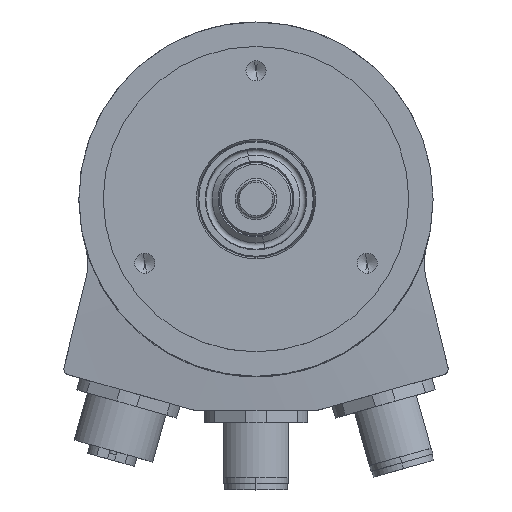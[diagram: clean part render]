
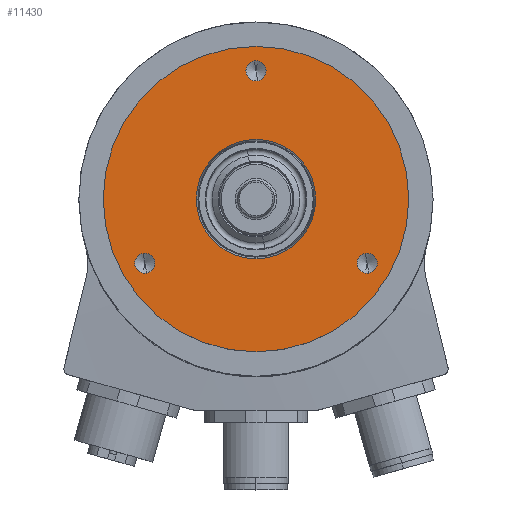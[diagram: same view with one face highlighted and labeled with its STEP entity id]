
A CAD part, top view. The second image highlights one B-rep face of the part: STEP entity #11430.
In plain terms, the highlighted planar face has unit normal (0, 0, 1).
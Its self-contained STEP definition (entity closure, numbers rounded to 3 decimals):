
#1418=CARTESIAN_POINT('',(0.,0.,30.5));
#1419=DIRECTION('',(0.,0.,1.));
#1420=DIRECTION('',(-0.985,-0.174,0.));
#1421=AXIS2_PLACEMENT_3D('',#1418,#1419,#1420);
#1423=CARTESIAN_POINT('',(0.,0.,30.5));
#1424=DIRECTION('',(0.,0.,1.));
#1425=DIRECTION('',(0.985,0.174,0.));
#1426=AXIS2_PLACEMENT_3D('',#1423,#1424,#1425);
#1428=CARTESIAN_POINT('',(0.,0.,30.5));
#1429=DIRECTION('',(0.,0.,-1.));
#1430=DIRECTION('',(0.174,-0.985,0.));
#1431=AXIS2_PLACEMENT_3D('',#1428,#1429,#1430);
#1433=CARTESIAN_POINT('',(0.,0.,30.5));
#1434=DIRECTION('',(0.,0.,-1.));
#1435=DIRECTION('',(-0.174,0.985,0.));
#1436=AXIS2_PLACEMENT_3D('',#1433,#1434,#1435);
#1438=CARTESIAN_POINT('',(0.,21.,30.5));
#1439=DIRECTION('',(0.,0.,1.));
#1440=DIRECTION('',(0.174,-0.985,0.));
#1441=AXIS2_PLACEMENT_3D('',#1438,#1439,#1440);
#1443=CARTESIAN_POINT('',(0.,21.,30.5));
#1444=DIRECTION('',(0.,0.,1.));
#1445=DIRECTION('',(-0.174,0.985,0.));
#1446=AXIS2_PLACEMENT_3D('',#1443,#1444,#1445);
#1448=CARTESIAN_POINT('',(18.187,-10.5,30.5));
#1449=DIRECTION('',(0.,0.,1.));
#1450=DIRECTION('',(0.174,-0.985,0.));
#1451=AXIS2_PLACEMENT_3D('',#1448,#1449,#1450);
#1453=CARTESIAN_POINT('',(18.187,-10.5,30.5));
#1454=DIRECTION('',(0.,0.,1.));
#1455=DIRECTION('',(-0.174,0.985,0.));
#1456=AXIS2_PLACEMENT_3D('',#1453,#1454,#1455);
#1458=CARTESIAN_POINT('',(-18.187,-10.5,30.5));
#1459=DIRECTION('',(0.,0.,1.));
#1460=DIRECTION('',(0.174,-0.985,0.));
#1461=AXIS2_PLACEMENT_3D('',#1458,#1459,#1460);
#1463=CARTESIAN_POINT('',(-18.187,-10.5,30.5));
#1464=DIRECTION('',(0.,0.,1.));
#1465=DIRECTION('',(-0.174,0.985,0.));
#1466=AXIS2_PLACEMENT_3D('',#1463,#1464,#1465);
#7679=CARTESIAN_POINT('',(1.696,-9.62,30.5));
#7680=CARTESIAN_POINT('',(-1.696,9.62,30.5));
#7681=VERTEX_POINT('',#7679);
#7682=VERTEX_POINT('',#7680);
#7687=CARTESIAN_POINT('',(-24.62,-4.341,30.5));
#7688=CARTESIAN_POINT('',(24.62,4.341,30.5));
#7689=VERTEX_POINT('',#7687);
#7690=VERTEX_POINT('',#7688);
#7729=CARTESIAN_POINT('',(0.287,19.375,30.5));
#7730=CARTESIAN_POINT('',(-0.287,22.625,30.5));
#7731=VERTEX_POINT('',#7729);
#7732=VERTEX_POINT('',#7730);
#7739=CARTESIAN_POINT('',(18.473,-12.125,30.5));
#7740=CARTESIAN_POINT('',(17.9,-8.875,30.5));
#7741=VERTEX_POINT('',#7739);
#7742=VERTEX_POINT('',#7740);
#7749=CARTESIAN_POINT('',(-17.9,-12.125,30.5));
#7750=CARTESIAN_POINT('',(-18.473,-8.875,30.5));
#7751=VERTEX_POINT('',#7749);
#7752=VERTEX_POINT('',#7750);
#11396=CARTESIAN_POINT('',(0.,0.,30.5));
#11397=DIRECTION('',(0.,0.,1.));
#11398=DIRECTION('',(-0.985,-0.174,0.));
#11399=AXIS2_PLACEMENT_3D('',#11396,#11397,#11398);
#11400=PLANE('',#11399);
#11401=ORIENTED_EDGE('',*,*,#11386,.F.);
#11403=ORIENTED_EDGE('',*,*,#11402,.F.);
#11404=EDGE_LOOP('',(#11401,#11403));
#11405=FACE_OUTER_BOUND('',#11404,.F.);
#11407=ORIENTED_EDGE('',*,*,#11406,.F.);
#11409=ORIENTED_EDGE('',*,*,#11408,.F.);
#11410=EDGE_LOOP('',(#11407,#11409));
#11411=FACE_BOUND('',#11410,.F.);
#11413=ORIENTED_EDGE('',*,*,#11412,.T.);
#11415=ORIENTED_EDGE('',*,*,#11414,.T.);
#11416=EDGE_LOOP('',(#11413,#11415));
#11417=FACE_BOUND('',#11416,.F.);
#11419=ORIENTED_EDGE('',*,*,#11418,.T.);
#11421=ORIENTED_EDGE('',*,*,#11420,.T.);
#11422=EDGE_LOOP('',(#11419,#11421));
#11423=FACE_BOUND('',#11422,.F.);
#11425=ORIENTED_EDGE('',*,*,#11424,.T.);
#11427=ORIENTED_EDGE('',*,*,#11426,.T.);
#11428=EDGE_LOOP('',(#11425,#11427));
#11429=FACE_BOUND('',#11428,.F.);
#1422=CIRCLE('',#1421,25.);
#1427=CIRCLE('',#1426,25.);
#1432=CIRCLE('',#1431,9.768);
#1437=CIRCLE('',#1436,9.768);
#1442=CIRCLE('',#1441,1.65);
#1447=CIRCLE('',#1446,1.65);
#1452=CIRCLE('',#1451,1.65);
#1457=CIRCLE('',#1456,1.65);
#1462=CIRCLE('',#1461,1.65);
#1467=CIRCLE('',#1466,1.65);
#11386=EDGE_CURVE('',#7689,#7690,#1422,.T.);
#11402=EDGE_CURVE('',#7690,#7689,#1427,.T.);
#11406=EDGE_CURVE('',#7681,#7682,#1432,.T.);
#11408=EDGE_CURVE('',#7682,#7681,#1437,.T.);
#11412=EDGE_CURVE('',#7731,#7732,#1442,.T.);
#11414=EDGE_CURVE('',#7732,#7731,#1447,.T.);
#11418=EDGE_CURVE('',#7741,#7742,#1452,.T.);
#11420=EDGE_CURVE('',#7742,#7741,#1457,.T.);
#11424=EDGE_CURVE('',#7751,#7752,#1462,.T.);
#11426=EDGE_CURVE('',#7752,#7751,#1467,.T.);
#11430=ADVANCED_FACE('',(#11405,#11411,#11417,#11423,#11429),#11400,.T.);
